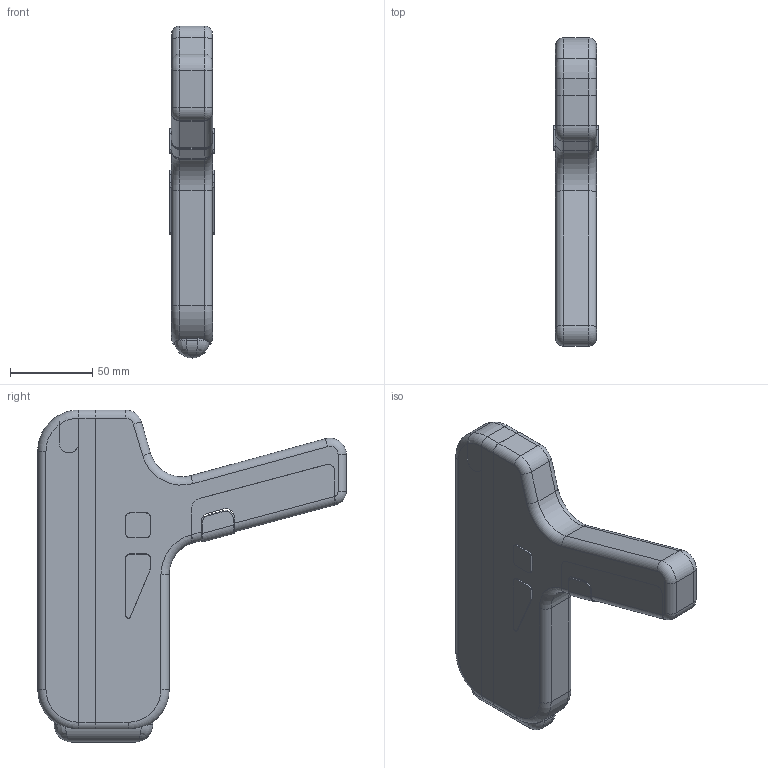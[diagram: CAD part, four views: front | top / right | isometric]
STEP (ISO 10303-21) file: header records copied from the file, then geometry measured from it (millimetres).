
FILE_DESCRIPTION(/* description */ ('STEP AP242','CAx-IF Rec.Pracs.---Representation and Presentation of Product Manufacturing Information (PMI)---4.0---2014-10-13','CAx-IF Rec.Pracs.---3D Tessellated Geometry---0.4---2014-09-14','2;1','CAx-IF Rec.Pracs.---User Defined Attributes---1.5---2016-08-15'),/* implementation_level */ '2;1');
FILE_NAME(/* name */ '691481d3d2197e70d86162ff',/* time_stamp */ '2025-11-12T12:47:16Z',/* author */ (''),/* organization */ (''),/* preprocessor_version */ 'ST-DEVELOPER v20',/* originating_system */ 'ONSHAPE BY PTC INC, 1.206',/* authorisation */ ' ');
FILE_SCHEMA (('AP242_MANAGED_MODEL_BASED_3D_ENGINEERING_MIM_LF { 1 0 10303 442 1 1 4 }'));
Length unit declared in the file: metre
Products named in the file (12): Grip; Trigger; Display; Emitter; Panel 1; Panel 2; Frame Bottom; Purple Line; Part 15; Frame Top
Bounding box: 27 x 187.73 x 202 mm (x, y, z)
Volume: 358353.1 mm3; surface area: 116101.6 mm2
Topology: 12 solids, 12 shells, 389 faces, 1027 edges, 663 vertices
Faces by surface type: plane 226, cylinder 118, torus 24, bspline 16, sphere 5
Full cylindrical faces by diameter (mm): 5.2 x5, 6.2 x6
Entity records: 12446 total; most frequent: CARTESIAN_POINT 2524, DIRECTION 2006, ORIENTED_EDGE 1996, EDGE_CURVE 998, LINE 690, VECTOR 690, AXIS2_PLACEMENT_3D 658, VERTEX_POINT 654
